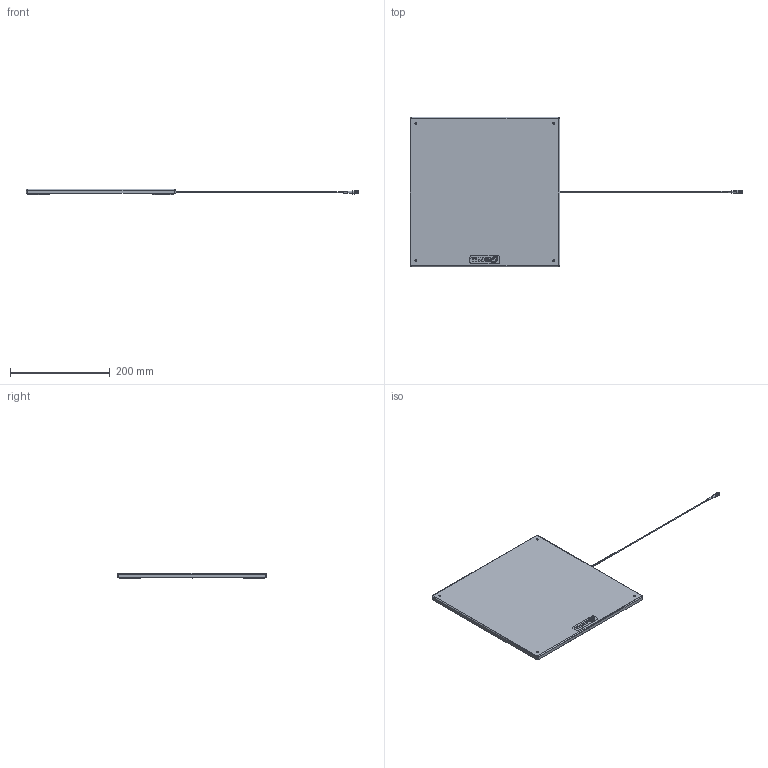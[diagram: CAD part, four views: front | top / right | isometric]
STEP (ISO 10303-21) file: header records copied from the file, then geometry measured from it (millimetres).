
FILE_DESCRIPTION (( 'STEP AP214' ), '1' );
FILE_NAME ('A7030C Antenna 21-3-25.STEP', '2025-03-20T21:41:55', ( '' ), ( '' ), 'SwSTEP 2.0', 'SolidWorks 2019', '' );
FILE_SCHEMA (( 'AUTOMOTIVE_DESIGN' ));
Length unit declared in the file: millimetre
Products named in the file (7): 71759-CM Label, Times-7 Logo for Radomes 7-9-23; 72329-CM A7030C Formed Radome 27-5-19; 71604-CM A7030C Non-Slip Foot 27-5-19; A7030C Antenna 21-3-25; 71599-CM A7030C Wideband - Antenna Panel (Dumb) 27-5-19; 71517-CM  (Dumb For A7030C) Cable Assy, RG316, 500mm, SMA-F 27-5-19; 71590-CM 6.3mm Hole Plug, Black 27-5-19
Assembly tree (12 placements, depth 2):
  A7030C Antenna 21-3-25
    71599-CM A7030C Wideband - Antenna Panel (Dumb) 27-5-19
    72329-CM A7030C Formed Radome 27-5-19
    71604-CM A7030C Non-Slip Foot 27-5-19  x4
    71590-CM 6.3mm Hole Plug, Black 27-5-19  x4
    71517-CM  (Dumb For A7030C) Cable Assy, RG316, 500mm, SMA-F 27-5-19
    71759-CM Label, Times-7 Logo for Radomes 7-9-23
Bounding box: 665 x 300 x 11.6 mm (x, y, z)
Volume: 687884.3 mm3; surface area: 748358.5 mm2
Topology: 14 solids, 14 shells, 716 faces, 1708 edges, 1053 vertices
Faces by surface type: cylinder 290, plane 196, torus 136, cone 56, sphere 24, bspline 14
Entity records: 19919 total; most frequent: CARTESIAN_POINT 7209, DIRECTION 2283, ORIENTED_EDGE 2160, EDGE_CURVE 1080, AXIS2_PLACEMENT_3D 869, VERTEX_POINT 696, LINE 545, VECTOR 545
